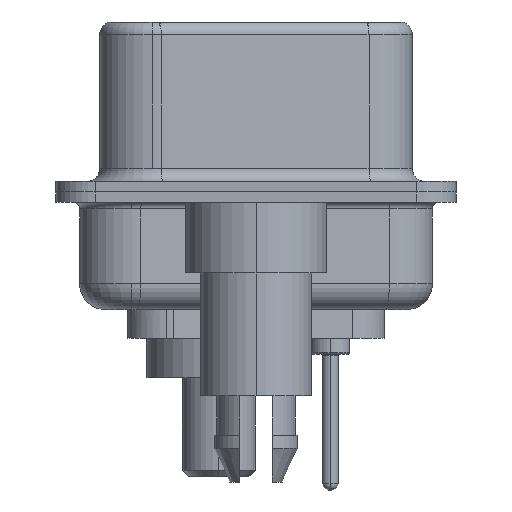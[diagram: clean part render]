
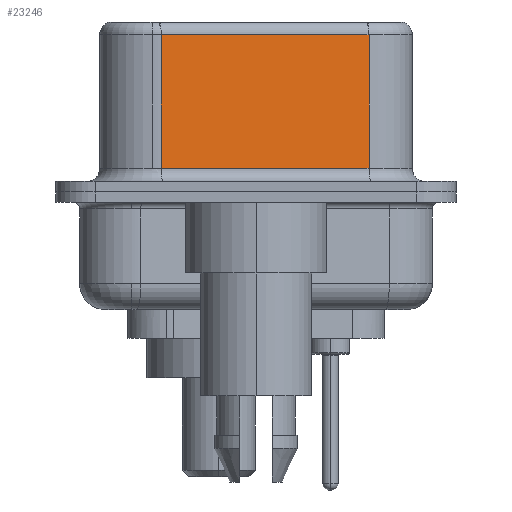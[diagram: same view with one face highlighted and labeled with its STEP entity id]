
A CAD part, left-side view. The second image highlights one B-rep face of the part: STEP entity #23246.
In plain terms, the highlighted planar face has unit normal (-0.985, -0.174, 0).
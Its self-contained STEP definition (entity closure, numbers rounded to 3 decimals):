
#593 = DIRECTION ( 'NONE',  ( 0., 0., -1. ) ) ;
#1560 = ORIENTED_EDGE ( 'NONE', *, *, #16319, .T. ) ;
#1888 = DIRECTION ( 'NONE',  ( 0., 0., -1. ) ) ;
#2003 = VECTOR ( 'NONE', #20623, 1000. ) ;
#2967 = VECTOR ( 'NONE', #22134, 1000. ) ;
#3212 = EDGE_CURVE ( 'NONE', #4299, #15128, #18594, .T. ) ;
#3429 = EDGE_CURVE ( 'NONE', #8862, #15128, #7601, .T. ) ;
#3673 = CARTESIAN_POINT ( 'NONE',  ( 5.132, -4.322, 6.52 ) ) ;
#4103 = PLANE ( 'NONE',  #17100 ) ;
#4299 = VERTEX_POINT ( 'NONE', #23715 ) ;
#5587 = ORIENTED_EDGE ( 'NONE', *, *, #3212, .F. ) ;
#7026 = FACE_OUTER_BOUND ( 'NONE', #7377, .T. ) ;
#7286 = VECTOR ( 'NONE', #593, 1000. ) ;
#7377 = EDGE_LOOP ( 'NONE', ( #5587, #1560, #20824, #23822 ) ) ;
#7601 = LINE ( 'NONE', #21266, #2003 ) ;
#8290 = DIRECTION ( 'NONE',  ( 0.985, 0.174, 0. ) ) ;
#8862 = VERTEX_POINT ( 'NONE', #16648 ) ;
#9029 = CARTESIAN_POINT ( 'NONE',  ( 3.73, 3.628, 6.02 ) ) ;
#9051 = VECTOR ( 'NONE', #1888, 1000. ) ;
#10153 = EDGE_CURVE ( 'NONE', #10420, #8862, #14979, .T. ) ;
#10420 = VERTEX_POINT ( 'NONE', #9029 ) ;
#13857 = LINE ( 'NONE', #20000, #2967 ) ;
#14979 = LINE ( 'NONE', #22173, #9051 ) ;
#15128 = VERTEX_POINT ( 'NONE', #17014 ) ;
#16319 = EDGE_CURVE ( 'NONE', #4299, #10420, #13857, .T. ) ;
#16648 = CARTESIAN_POINT ( 'NONE',  ( 3.73, 3.628, 0.9 ) ) ;
#17014 = CARTESIAN_POINT ( 'NONE',  ( 5.132, -4.322, 0.9 ) ) ;
#17100 = AXIS2_PLACEMENT_3D ( 'NONE', #20279, #8290, #22316 ) ;
#18594 = LINE ( 'NONE', #3673, #7286 ) ;
#20000 = CARTESIAN_POINT ( 'NONE',  ( 5.132, -4.322, 6.02 ) ) ;
#20279 = CARTESIAN_POINT ( 'NONE',  ( 5.132, -4.322, 6.52 ) ) ;
#20623 = DIRECTION ( 'NONE',  ( 0.174, -0.985, 0. ) ) ;
#20824 = ORIENTED_EDGE ( 'NONE', *, *, #10153, .T. ) ;
#21266 = CARTESIAN_POINT ( 'NONE',  ( 5.132, -4.322, 0.9 ) ) ;
#22134 = DIRECTION ( 'NONE',  ( -0.174, 0.985, 0. ) ) ;
#22173 = CARTESIAN_POINT ( 'NONE',  ( 3.73, 3.628, 6.52 ) ) ;
#22316 = DIRECTION ( 'NONE',  ( -0.174, 0.985, 0. ) ) ;
#23246 = ADVANCED_FACE ( 'NONE', ( #7026 ), #4103, .F. ) ;
#23715 = CARTESIAN_POINT ( 'NONE',  ( 5.132, -4.322, 6.02 ) ) ;
#23822 = ORIENTED_EDGE ( 'NONE', *, *, #3429, .T. ) ;
